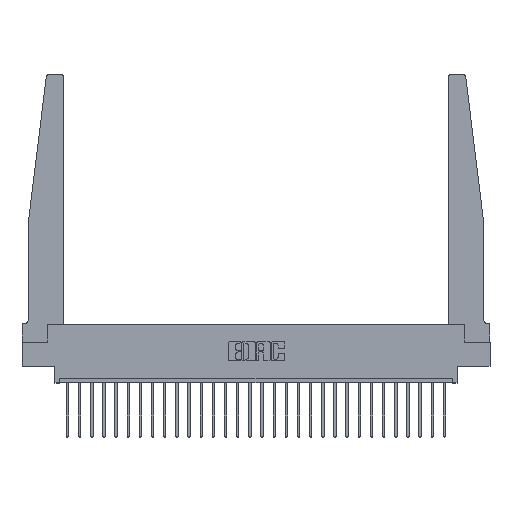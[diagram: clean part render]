
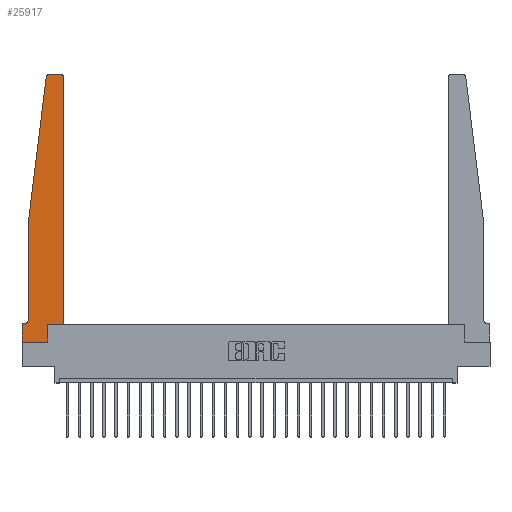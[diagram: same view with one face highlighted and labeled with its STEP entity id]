
A CAD part, top view. The second image highlights one B-rep face of the part: STEP entity #25917.
In plain terms, the highlighted planar face has unit normal (0, 0, 1).
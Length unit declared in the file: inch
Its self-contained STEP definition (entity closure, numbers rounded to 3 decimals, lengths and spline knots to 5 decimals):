
#563 = DIRECTION ( 'NONE',  ( -1., 0., 0. ) ) ;
#856 = CARTESIAN_POINT ( 'NONE',  ( 0., 0., 0.37 ) ) ;
#914 = CARTESIAN_POINT ( 'NONE',  ( 0.27653, 2.75, 0.37 ) ) ;
#1221 = AXIS2_PLACEMENT_3D ( 'NONE', #18640, #10187, #18374 ) ;
#1447 = CARTESIAN_POINT ( 'NONE',  ( 0.27653, 2.72, 0.37 ) ) ;
#1476 = LINE ( 'NONE', #25668, #16757 ) ;
#1677 = LINE ( 'NONE', #2059, #4050 ) ;
#1892 = VERTEX_POINT ( 'NONE', #10795 ) ;
#2059 = CARTESIAN_POINT ( 'NONE',  ( 0.065, 1.25, 0.37 ) ) ;
#2858 = LINE ( 'NONE', #24688, #17550 ) ;
#3116 = VECTOR ( 'NONE', #18579, 39.37008 ) ;
#3269 = EDGE_CURVE ( 'NONE', #12782, #1892, #14431, .T. ) ;
#3657 = VECTOR ( 'NONE', #11187, 39.37008 ) ;
#3984 = CARTESIAN_POINT ( 'NONE',  ( 0.24675, 2.72367, 0.37 ) ) ;
#3996 = CARTESIAN_POINT ( 'NONE',  ( 0., 0.1875, 0.37 ) ) ;
#4040 = LINE ( 'NONE', #4180, #3116 ) ;
#4050 = VECTOR ( 'NONE', #20469, 39.37008 ) ;
#4180 = CARTESIAN_POINT ( 'NONE',  ( 0.425, 0.18, 0.37 ) ) ;
#4931 = ORIENTED_EDGE ( 'NONE', *, *, #11556, .T. ) ;
#4999 = CARTESIAN_POINT ( 'NONE',  ( 0.2605, 0.18, 0.37 ) ) ;
#5370 = VECTOR ( 'NONE', #563, 39.37008 ) ;
#6281 = DIRECTION ( 'NONE',  ( 0., -1., 0. ) ) ;
#6574 = LINE ( 'NONE', #7098, #8067 ) ;
#6807 = CIRCLE ( 'NONE', #1221, 0.03 ) ;
#6917 = AXIS2_PLACEMENT_3D ( 'NONE', #3996, #18244, #16099 ) ;
#6962 = VERTEX_POINT ( 'NONE', #9695 ) ;
#7098 = CARTESIAN_POINT ( 'NONE',  ( 0.425, 0.18, 0.37 ) ) ;
#7296 = CARTESIAN_POINT ( 'NONE',  ( 0.065, 1.25, 0.37 ) ) ;
#8067 = VECTOR ( 'NONE', #19194, 39.37008 ) ;
#8535 = EDGE_CURVE ( 'NONE', #1892, #17304, #1476, .T. ) ;
#8636 = LINE ( 'NONE', #10920, #5370 ) ;
#9154 = CARTESIAN_POINT ( 'NONE',  ( 0.425, 2.72, 0.37 ) ) ;
#9179 = CARTESIAN_POINT ( 'NONE',  ( 0.395, 2.75, 0.37 ) ) ;
#9285 = CARTESIAN_POINT ( 'NONE',  ( 0.015, 0.2375, 0.37 ) ) ;
#9695 = CARTESIAN_POINT ( 'NONE',  ( 0.425, 0.18, 0.37 ) ) ;
#10187 = DIRECTION ( 'NONE',  ( 0., 0., 1. ) ) ;
#10332 = VECTOR ( 'NONE', #19239, 39.37008 ) ;
#10348 = PLANE ( 'NONE',  #6917 ) ;
#10795 = CARTESIAN_POINT ( 'NONE',  ( 0.015, 0.1875, 0.37 ) ) ;
#10920 = CARTESIAN_POINT ( 'NONE',  ( 0.25, 2.75, 0.37 ) ) ;
#11187 = DIRECTION ( 'NONE',  ( 0., -1., 0. ) ) ;
#11556 = EDGE_CURVE ( 'NONE', #25577, #6962, #4040, .T. ) ;
#11569 = EDGE_LOOP ( 'NONE', ( #21568, #26345, #13169, #13512, #16244, #14173, #23975, #20617, #18266, #4931, #20694, #24964 ) ) ;
#12389 = VERTEX_POINT ( 'NONE', #914 ) ;
#12492 = VERTEX_POINT ( 'NONE', #16072 ) ;
#12782 = VERTEX_POINT ( 'NONE', #15521 ) ;
#13064 = DIRECTION ( 'NONE',  ( -1., 0., 0. ) ) ;
#13072 = VECTOR ( 'NONE', #21661, 39.37008 ) ;
#13169 = ORIENTED_EDGE ( 'NONE', *, *, #14243, .T. ) ;
#13249 = EDGE_CURVE ( 'NONE', #12492, #25577, #13481, .T. ) ;
#13481 = LINE ( 'NONE', #4999, #13072 ) ;
#13512 = ORIENTED_EDGE ( 'NONE', *, *, #23802, .T. ) ;
#13687 = EDGE_CURVE ( 'NONE', #12389, #20743, #21217, .T. ) ;
#13712 = VERTEX_POINT ( 'NONE', #9154 ) ;
#14173 = ORIENTED_EDGE ( 'NONE', *, *, #8535, .T. ) ;
#14243 = EDGE_CURVE ( 'NONE', #20743, #19314, #1677, .T. ) ;
#14384 = VERTEX_POINT ( 'NONE', #856 ) ;
#14431 = CIRCLE ( 'NONE', #17858, 0.05 ) ;
#14855 = EDGE_CURVE ( 'NONE', #19373, #12389, #8636, .T. ) ;
#14967 = EDGE_CURVE ( 'NONE', #17304, #14384, #23788, .T. ) ;
#15521 = CARTESIAN_POINT ( 'NONE',  ( 0.065, 0.2375, 0.37 ) ) ;
#16072 = CARTESIAN_POINT ( 'NONE',  ( 0.2605, 0., 0.37 ) ) ;
#16099 = DIRECTION ( 'NONE',  ( 1., 0., 0. ) ) ;
#16244 = ORIENTED_EDGE ( 'NONE', *, *, #3269, .T. ) ;
#16757 = VECTOR ( 'NONE', #23657, 39.37008 ) ;
#16929 = CARTESIAN_POINT ( 'NONE',  ( 0.2605, 0.18, 0.37 ) ) ;
#17304 = VERTEX_POINT ( 'NONE', #26288 ) ;
#17550 = VECTOR ( 'NONE', #6281, 39.37008 ) ;
#17829 = DIRECTION ( 'NONE',  ( 0., 0., 1. ) ) ;
#17858 = AXIS2_PLACEMENT_3D ( 'NONE', #9285, #21372, #13064 ) ;
#18244 = DIRECTION ( 'NONE',  ( 0., 0., 1. ) ) ;
#18266 = ORIENTED_EDGE ( 'NONE', *, *, #13249, .T. ) ;
#18374 = DIRECTION ( 'NONE',  ( 1., 0., 0. ) ) ;
#18523 = FACE_OUTER_BOUND ( 'NONE', #11569, .T. ) ;
#18579 = DIRECTION ( 'NONE',  ( 1., 0., 0. ) ) ;
#18640 = CARTESIAN_POINT ( 'NONE',  ( 0.395, 2.72, 0.37 ) ) ;
#19194 = DIRECTION ( 'NONE',  ( 0., 1., 0. ) ) ;
#19239 = DIRECTION ( 'NONE',  ( 1., 0., 0. ) ) ;
#19314 = VERTEX_POINT ( 'NONE', #7296 ) ;
#19373 = VERTEX_POINT ( 'NONE', #9179 ) ;
#20346 = AXIS2_PLACEMENT_3D ( 'NONE', #1447, #17829, #26034 ) ;
#20469 = DIRECTION ( 'NONE',  ( -0.122, -0.992, 0. ) ) ;
#20568 = EDGE_CURVE ( 'NONE', #6962, #13712, #6574, .T. ) ;
#20617 = ORIENTED_EDGE ( 'NONE', *, *, #23010, .T. ) ;
#20694 = ORIENTED_EDGE ( 'NONE', *, *, #20568, .T. ) ;
#20743 = VERTEX_POINT ( 'NONE', #3984 ) ;
#20857 = EDGE_CURVE ( 'NONE', #13712, #19373, #6807, .T. ) ;
#21217 = CIRCLE ( 'NONE', #20346, 0.03 ) ;
#21248 = LINE ( 'NONE', #23801, #10332 ) ;
#21372 = DIRECTION ( 'NONE',  ( 0., 0., -1. ) ) ;
#21568 = ORIENTED_EDGE ( 'NONE', *, *, #14855, .T. ) ;
#21661 = DIRECTION ( 'NONE',  ( 0., 1., 0. ) ) ;
#23010 = EDGE_CURVE ( 'NONE', #14384, #12492, #21248, .T. ) ;
#23392 = CARTESIAN_POINT ( 'NONE',  ( 0., 0., 0.37 ) ) ;
#23657 = DIRECTION ( 'NONE',  ( -1., 0., 0. ) ) ;
#23788 = LINE ( 'NONE', #23392, #3657 ) ;
#23801 = CARTESIAN_POINT ( 'NONE',  ( 0., 0., 0.37 ) ) ;
#23802 = EDGE_CURVE ( 'NONE', #19314, #12782, #2858, .T. ) ;
#23975 = ORIENTED_EDGE ( 'NONE', *, *, #14967, .T. ) ;
#24688 = CARTESIAN_POINT ( 'NONE',  ( 0.065, 1.25, 0.37 ) ) ;
#24964 = ORIENTED_EDGE ( 'NONE', *, *, #20857, .T. ) ;
#25577 = VERTEX_POINT ( 'NONE', #16929 ) ;
#25668 = CARTESIAN_POINT ( 'NONE',  ( 0.065, 0.1875, 0.37 ) ) ;
#25917 = ADVANCED_FACE ( 'NONE', ( #18523 ), #10348, .T. ) ;
#26034 = DIRECTION ( 'NONE',  ( 1., 0., 0. ) ) ;
#26288 = CARTESIAN_POINT ( 'NONE',  ( 0., 0.1875, 0.37 ) ) ;
#26345 = ORIENTED_EDGE ( 'NONE', *, *, #13687, .T. ) ;
